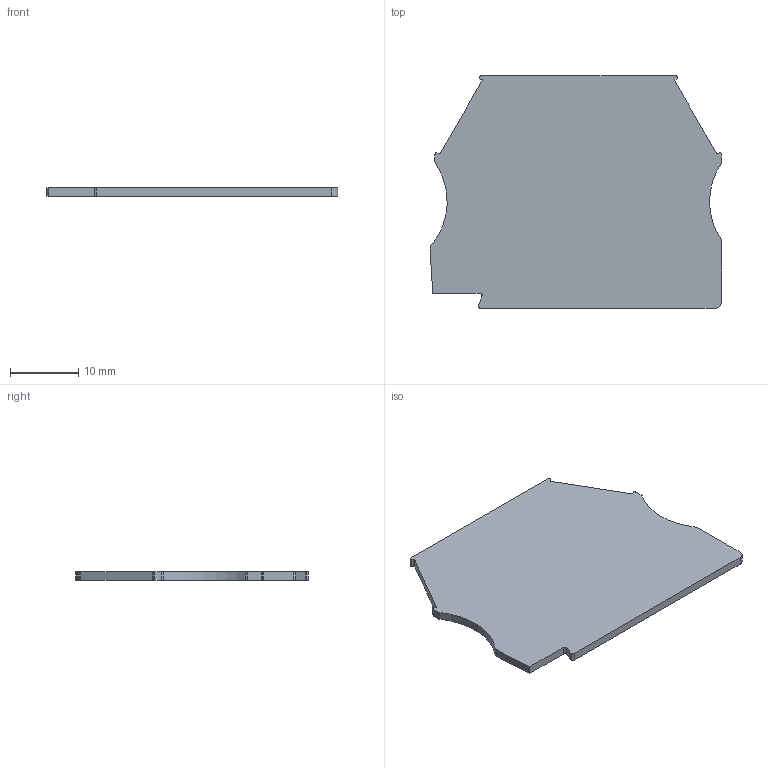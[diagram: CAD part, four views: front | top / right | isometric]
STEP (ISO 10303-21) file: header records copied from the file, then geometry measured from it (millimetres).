
FILE_DESCRIPTION (( 'STEP AP214' ), '1' );
FILE_NAME ('444123_NPP 2,5-10_Yellow.STP', '2013-11-14T11:36:34', ( 'arge' ), ( 'Microsoft' ), 'SwSTEP 2.0', 'SolidWorks 2013', '' );
FILE_SCHEMA (( 'AUTOMOTIVE_DESIGN' ));
Length unit declared in the file: millimetre
Products named in the file (1): 444123_NPP 2,5-10_Yellow
Bounding box: 42.7 x 34 x 1.2 mm (x, y, z)
Volume: 1557.6 mm3; surface area: 2771.5 mm2
Topology: 1 solids, 1 shells, 48 faces, 138 edges, 92 vertices
Faces by surface type: cylinder 27, plane 21
Entity records: 1630 total; most frequent: DIRECTION 290, CARTESIAN_POINT 279, ORIENTED_EDGE 276, EDGE_CURVE 138, AXIS2_PLACEMENT_3D 103, VERTEX_POINT 92, LINE 84, VECTOR 84
